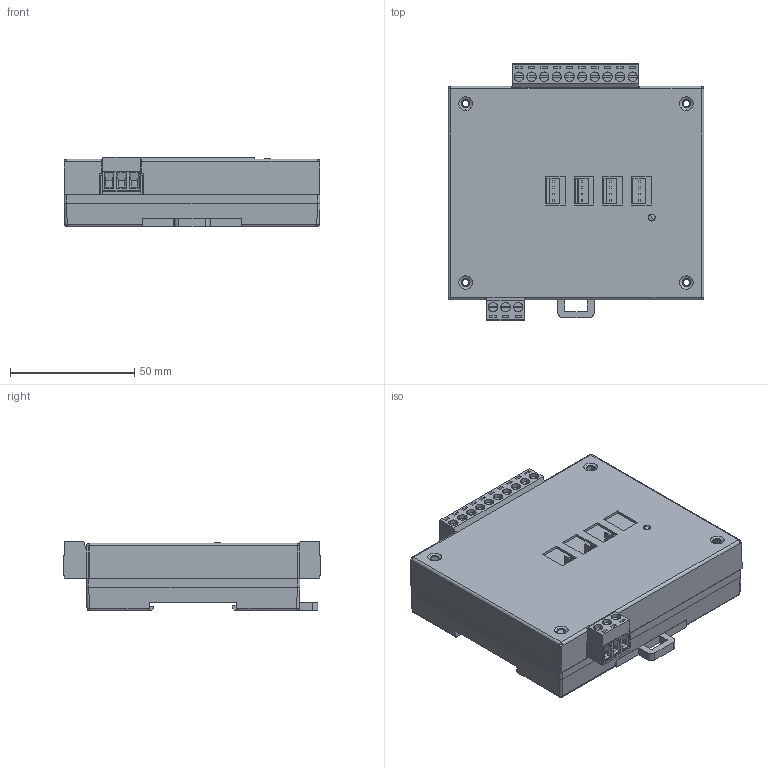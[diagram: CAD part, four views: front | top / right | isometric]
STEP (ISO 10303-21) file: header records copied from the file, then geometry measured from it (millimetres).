
FILE_DESCRIPTION (( 'STEP AP203' ), '1' );
FILE_NAME ('DNM-844-50A.STEP', '2023-10-12T00:48:23', ( 'Windows 使用者' ), ( '' ), 'SwSTEP 2.0', 'SolidWorks 2020', '' );
FILE_SCHEMA (( 'CONFIG_CONTROL_DESIGN' ));
Length unit declared in the file: millimetre
Products named in the file (15): DN-844_PCB; DN-844_01; MC100-50803_90D; 4SDPP-004; 4SDPP-004-A; 1x4_2.54_lock; MC100-50810; DNM-844-50A; MC100-50810_ME010_90D; LED導光柱_圓頂_透明; ME030-50803; ME010-50810; MC100-50803
Assembly tree (17 placements, depth 4):
  DNM-844-50A
    4SDPP-004
      4SDPP-004
      4SDPP-004-A
    DN-844_PCB
      DN-844_PCB
      MC100-50803_90D
        ME030-50803
        MC100-50803
      MC100-50810_ME010_90D
        ME010-50810
        MC100-50810
      1x4_2.54_lock  x4
    DN-844_01
    LED導光柱_圓頂_透明
Bounding box: 102.9 x 103.65 x 28 mm (x, y, z)
Volume: 65783.6 mm3; surface area: 88570.5 mm2
Topology: 15 solids, 15 shells, 1571 faces, 3772 edges, 2371 vertices
Faces by surface type: plane 1225, cylinder 261, cone 38, torus 26, sphere 21
Entity records: 41597 total; most frequent: CARTESIAN_POINT 6898, DIRECTION 6796, ORIENTED_EDGE 6686, EDGE_CURVE 3343, LINE 2734, VECTOR 2734, VERTEX_POINT 2101, AXIS2_PLACEMENT_3D 2031
